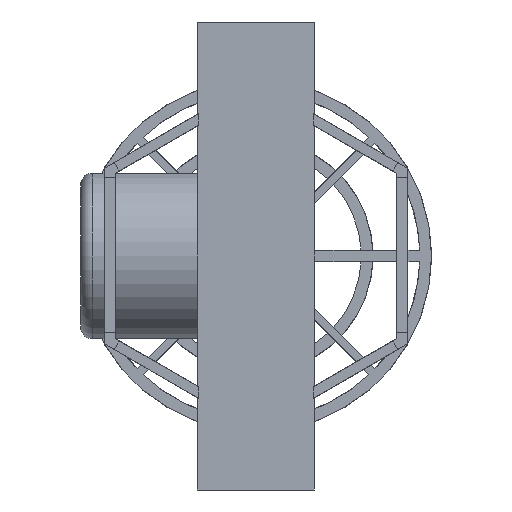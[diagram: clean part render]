
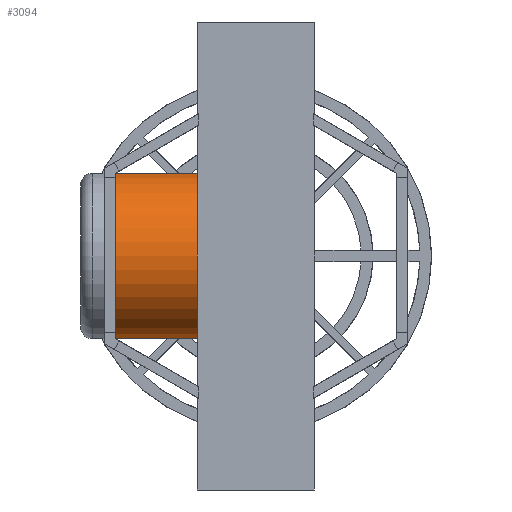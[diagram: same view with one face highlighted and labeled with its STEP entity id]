
A CAD part, left-side view. The second image highlights one B-rep face of the part: STEP entity #3094.
In plain terms, the highlighted cylindrical face has radius 7.077 mm (diameter 14.155 mm), a partial arc.
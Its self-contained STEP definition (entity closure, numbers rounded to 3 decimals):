
#52 = ORIENTED_EDGE ( 'NONE', *, *, #963, .T. ) ;
#876 = ORIENTED_EDGE ( 'NONE', *, *, #4469, .T. ) ;
#892 = CARTESIAN_POINT ( 'NONE',  ( -140.932, 1.99, -7.077 ) ) ;
#963 = EDGE_CURVE ( 'NONE', #13632, #9918, #18270, .T. ) ;
#1543 = EDGE_LOOP ( 'NONE', ( #15174, #10725, #876, #52 ) ) ;
#1646 = VECTOR ( 'NONE', #5034, 1000. ) ;
#1743 = CARTESIAN_POINT ( 'NONE',  ( -140.932, 1.99, -7.077 ) ) ;
#2370 = LINE ( 'NONE', #5235, #1646 ) ;
#2457 = DIRECTION ( 'NONE',  ( 0., -1., 0. ) ) ;
#3094 = ADVANCED_FACE ( 'NONE', ( #7762 ), #11919, .T. ) ;
#3770 = VECTOR ( 'NONE', #5715, 1000. ) ;
#4469 = EDGE_CURVE ( 'NONE', #17160, #13632, #2370, .T. ) ;
#4713 = DIRECTION ( 'NONE',  ( -1., 0., 0. ) ) ;
#4909 = CARTESIAN_POINT ( 'NONE',  ( -140.932, 1.99, 0. ) ) ;
#5034 = DIRECTION ( 'NONE',  ( 0., 1., 0. ) ) ;
#5235 = CARTESIAN_POINT ( 'NONE',  ( -140.932, 1.99, 7.077 ) ) ;
#5715 = DIRECTION ( 'NONE',  ( 0., 1., 0. ) ) ;
#6411 = CARTESIAN_POINT ( 'NONE',  ( -140.932, 1.99, 7.077 ) ) ;
#6582 = DIRECTION ( 'NONE',  ( 0., 1., 0. ) ) ;
#7762 = FACE_OUTER_BOUND ( 'NONE', #1543, .T. ) ;
#9918 = VERTEX_POINT ( 'NONE', #17051 ) ;
#10420 = AXIS2_PLACEMENT_3D ( 'NONE', #17921, #6582, #13757 ) ;
#10725 = ORIENTED_EDGE ( 'NONE', *, *, #11915, .T. ) ;
#10971 = AXIS2_PLACEMENT_3D ( 'NONE', #4909, #15233, #4713 ) ;
#11802 = DIRECTION ( 'NONE',  ( 0., 0., -1. ) ) ;
#11915 = EDGE_CURVE ( 'NONE', #14515, #17160, #19456, .T. ) ;
#11919 = CYLINDRICAL_SURFACE ( 'NONE', #10420, 7.077 ) ;
#12662 = EDGE_CURVE ( 'NONE', #14515, #9918, #16133, .T. ) ;
#12930 = AXIS2_PLACEMENT_3D ( 'NONE', #12979, #2457, #11802 ) ;
#12979 = CARTESIAN_POINT ( 'NONE',  ( -140.932, 11.99, 0. ) ) ;
#13429 = CARTESIAN_POINT ( 'NONE',  ( -140.932, 11.99, 7.077 ) ) ;
#13632 = VERTEX_POINT ( 'NONE', #13429 ) ;
#13757 = DIRECTION ( 'NONE',  ( 0., 0., 1. ) ) ;
#14515 = VERTEX_POINT ( 'NONE', #1743 ) ;
#15174 = ORIENTED_EDGE ( 'NONE', *, *, #12662, .F. ) ;
#15233 = DIRECTION ( 'NONE',  ( 0., 1., 0. ) ) ;
#16133 = LINE ( 'NONE', #892, #3770 ) ;
#17051 = CARTESIAN_POINT ( 'NONE',  ( -140.932, 11.99, -7.077 ) ) ;
#17160 = VERTEX_POINT ( 'NONE', #6411 ) ;
#17921 = CARTESIAN_POINT ( 'NONE',  ( -140.932, 1.99, 0. ) ) ;
#18270 = CIRCLE ( 'NONE', #12930, 7.077 ) ;
#19456 = CIRCLE ( 'NONE', #10971, 7.077 ) ;
